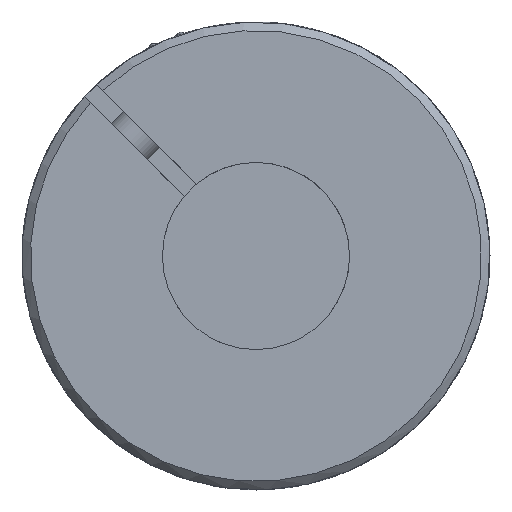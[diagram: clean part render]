
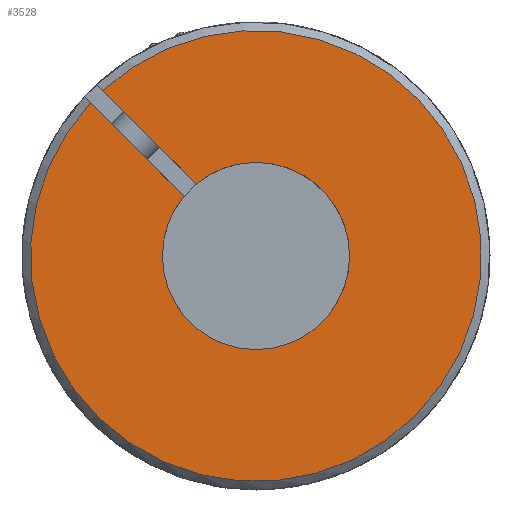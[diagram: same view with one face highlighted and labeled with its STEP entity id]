
A CAD part, left-side view. The second image highlights one B-rep face of the part: STEP entity #3528.
In plain terms, the highlighted planar face has unit normal (-1, 0, 0).
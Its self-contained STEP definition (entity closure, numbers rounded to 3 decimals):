
#32=PLANE('',#3703);
#112=LINE('',#5102,#270);
#113=LINE('',#5109,#271);
#270=VECTOR('',#4117,1000.);
#271=VECTOR('',#4120,1000.);
#429=CIRCLE('',#3704,26.5);
#430=CIRCLE('',#3705,11.);
#675=ORIENTED_EDGE('',*,*,#1430,.T.);
#676=ORIENTED_EDGE('',*,*,#1431,.F.);
#677=ORIENTED_EDGE('',*,*,#1428,.T.);
#678=ORIENTED_EDGE('',*,*,#1432,.T.);
#1428=EDGE_CURVE('',#1807,#1806,#112,.T.);
#1430=EDGE_CURVE('',#1808,#1809,#113,.T.);
#1431=EDGE_CURVE('',#1807,#1809,#429,.T.);
#1432=EDGE_CURVE('',#1806,#1808,#430,.T.);
#1806=VERTEX_POINT('',#5101);
#1807=VERTEX_POINT('',#5103);
#1808=VERTEX_POINT('',#5110);
#1809=VERTEX_POINT('',#5111);
#2035=EDGE_LOOP('',(#675,#676,#677,#678));
#2237=FACE_BOUND('',#2035,.T.);
#3528=ADVANCED_FACE('',(#2237),#32,.F.);
#3703=AXIS2_PLACEMENT_3D('',#5108,#4118,#4119);
#3704=AXIS2_PLACEMENT_3D('',#5112,#4121,#4122);
#3705=AXIS2_PLACEMENT_3D('',#5113,#4123,#4124);
#4117=DIRECTION('',(0.,-0.707,-0.707));
#4118=DIRECTION('',(1.,0.,0.));
#4119=DIRECTION('',(0.,0.,-1.));
#4120=DIRECTION('',(0.,0.707,0.707));
#4121=DIRECTION('',(1.,0.,0.));
#4122=DIRECTION('',(0.,0.,-1.));
#4123=DIRECTION('',(1.,0.,0.));
#4124=DIRECTION('',(0.,0.,-1.));
#5101=CARTESIAN_POINT('',(0.,7.039,8.453));
#5102=CARTESIAN_POINT('',(0.,38.184,39.598));
#5103=CARTESIAN_POINT('',(0.,18.018,19.432));
#5108=CARTESIAN_POINT('',(0.,0.,0.));
#5109=CARTESIAN_POINT('',(0.,0.707,-0.707));
#5110=CARTESIAN_POINT('',(0.,8.453,7.039));
#5111=CARTESIAN_POINT('',(0.,19.432,18.018));
#5112=CARTESIAN_POINT('',(0.,0.,0.));
#5113=CARTESIAN_POINT('',(0.,0.,0.));
